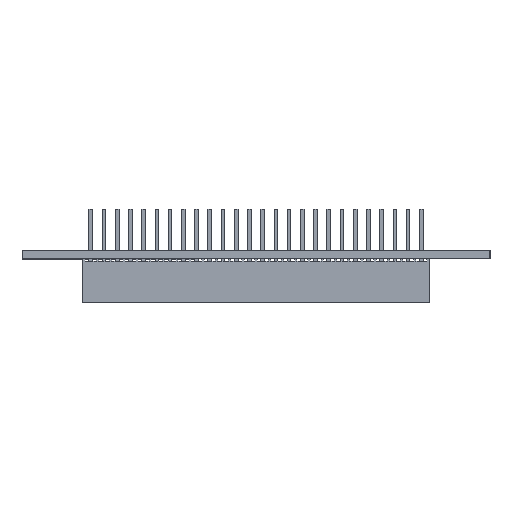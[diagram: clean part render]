
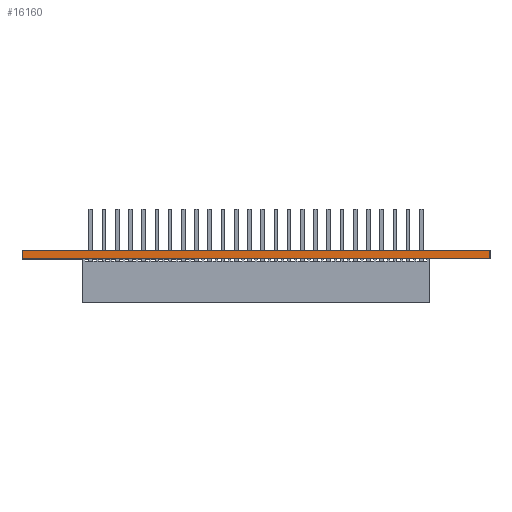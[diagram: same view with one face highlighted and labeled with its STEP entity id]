
A CAD part, left-side view. The second image highlights one B-rep face of the part: STEP entity #16160.
In plain terms, the highlighted planar face has unit normal (-1, 0, 0).
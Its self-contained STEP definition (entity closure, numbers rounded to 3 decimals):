
#362=CARTESIAN_POINT('',(0.0,0.0,0.0));
#363=VERTEX_POINT('',#362);
#370=CARTESIAN_POINT('',(0.0,89.881,0.0));
#371=VERTEX_POINT('',#370);
#372=CARTESIAN_POINT('',(0.0,89.881,0.0));
#373=DIRECTION('',(0.0,-1.0,0.0));
#374=VECTOR('',#373,89.881);
#375=LINE('',#372,#374);
#376=EDGE_CURVE('',#371,#363,#375,.T.);
#16130=CARTESIAN_POINT('',(0.0,0.0,0.0));
#16131=DIRECTION('',(-1.0,0.0,0.0));
#16132=DIRECTION('',(0.0,0.0,1.0));
#16133=AXIS2_PLACEMENT_3D('',#16130,#16131,#16132);
#16134=PLANE('',#16133);
#16135=CARTESIAN_POINT('',(0.0,0.0,1.6));
#16136=VERTEX_POINT('',#16135);
#16137=CARTESIAN_POINT('',(0.0,89.881,1.6));
#16138=VERTEX_POINT('',#16137);
#16139=CARTESIAN_POINT('',(0.0,0.0,1.6));
#16140=DIRECTION('',(0.0,1.0,0.0));
#16141=VECTOR('',#16140,89.881);
#16142=LINE('',#16139,#16141);
#16143=EDGE_CURVE('',#16136,#16138,#16142,.T.);
#16144=ORIENTED_EDGE('',*,*,#16143,.T.);
#16145=CARTESIAN_POINT('',(0.0,89.881,0.0));
#16146=DIRECTION('',(0.0,0.0,1.0));
#16147=VECTOR('',#16146,1.6);
#16148=LINE('',#16145,#16147);
#16149=EDGE_CURVE('',#371,#16138,#16148,.T.);
#16150=ORIENTED_EDGE('',*,*,#16149,.F.);
#16151=ORIENTED_EDGE('',*,*,#376,.T.);
#16152=CARTESIAN_POINT('',(0.0,0.0,0.0));
#16153=DIRECTION('',(0.0,0.0,1.0));
#16154=VECTOR('',#16153,1.6);
#16155=LINE('',#16152,#16154);
#16156=EDGE_CURVE('',#363,#16136,#16155,.T.);
#16157=ORIENTED_EDGE('',*,*,#16156,.T.);
#16158=EDGE_LOOP('',(#16144,#16150,#16151,#16157));
#16159=FACE_OUTER_BOUND('',#16158,.T.);
#16160=ADVANCED_FACE('',(#16159),#16134,.T.);
